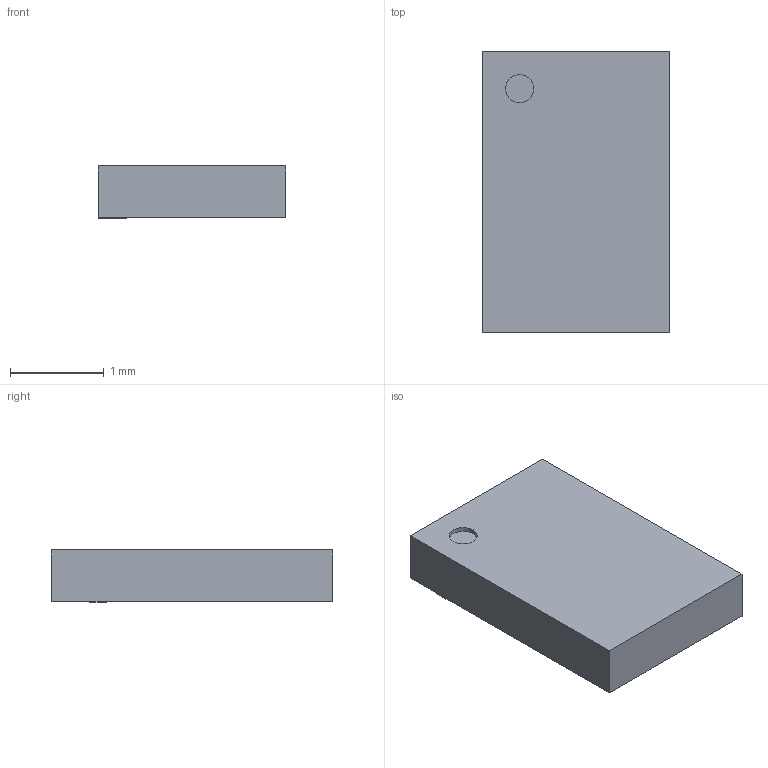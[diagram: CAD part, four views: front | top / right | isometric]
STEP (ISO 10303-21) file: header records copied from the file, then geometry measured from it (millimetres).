
FILE_DESCRIPTION(('FreeCAD Model'),'2;1');
FILE_NAME('Open CASCADE Shape Model','2022-09-05T12:37:36',('Author'),( ''),'Open CASCADE STEP processor 7.4','FreeCAD','Unknown');
FILE_SCHEMA(('AUTOMOTIVE_DESIGN { 1 0 10303 214 1 1 1 1 }'));
Length unit declared in the file: millimetre
Products named in the file (1): Body001
Bounding box: 2 x 3 x 0.56 mm (x, y, z)
Volume: 3.3 mm3; surface area: 17.6 mm2
Topology: 1 solids, 1 shells, 13 faces, 28 edges, 18 vertices
Faces by surface type: plane 12, cylinder 1
Full cylindrical faces by diameter (mm): 0.3 x1
Entity records: 386 total; most frequent: CARTESIAN_POINT 60, DIRECTION 58, ORIENTED_EDGE 56, EDGE_CURVE 28, LINE 26, VECTOR 26, VERTEX_POINT 18, AXIS2_PLACEMENT_3D 16
